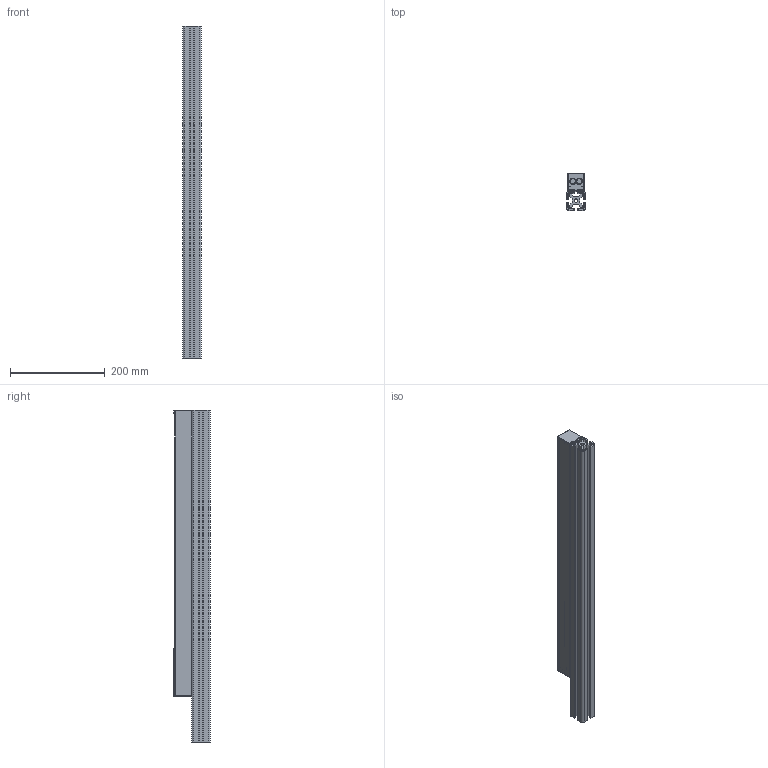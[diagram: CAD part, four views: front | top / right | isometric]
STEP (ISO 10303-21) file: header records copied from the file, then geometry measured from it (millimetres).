
FILE_DESCRIPTION(('FreeCAD Model'),'2;1');
FILE_NAME('А1905 С профилем.STEP', '2021-03-12T15:27:46',('Author'),(''), 'Open CASCADE STEP processor 7.3','FreeCAD','Unknown');
FILE_SCHEMA(('AUTOMOTIVE_DESIGN { 1 0 10303 214 1 1 1 1 }'));
Products named in the file (1): À1905_Ñ_ïðîôèëåì
Bounding box: 40 x 77.99 x 700 mm (x, y, z)
Volume: 833282.4 mm3; surface area: 512614.4 mm2
Topology: 17 solids, 17 shells, 992 faces, 7508 edges, 21591 vertices
Faces by surface type: plane 556, cylinder 284, torus 86, cone 46, bspline 16, revolution 4
Entity records: 125099 total; most frequent: CARTESIAN_POINT 41926, DIRECTION 15765, LINE 9280, VECTOR 9280, GEOMETRIC_CURVE_SET 5003, ORIENTED_EDGE 4992, PCURVE 4992, DEFINITIONAL_REPRESENTATION 4992
